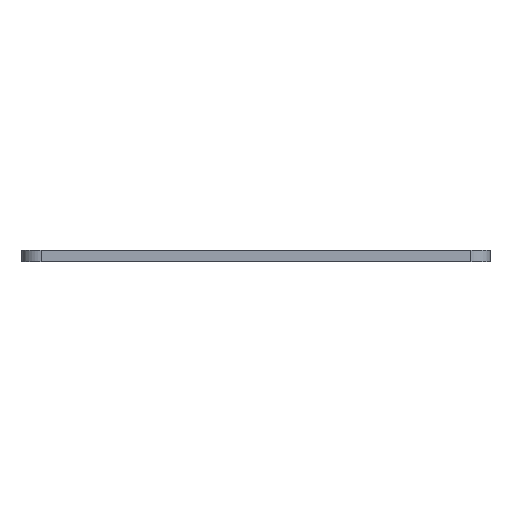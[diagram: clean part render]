
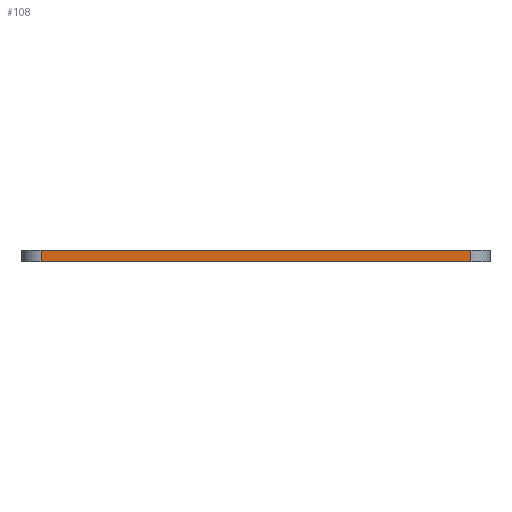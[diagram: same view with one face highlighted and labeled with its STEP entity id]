
A CAD part, left-side view. The second image highlights one B-rep face of the part: STEP entity #108.
In plain terms, the highlighted planar face has unit normal (-1, 0, 0).
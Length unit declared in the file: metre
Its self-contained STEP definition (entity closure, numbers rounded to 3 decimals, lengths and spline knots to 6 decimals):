
#8 = ORIENTED_EDGE ( 'NONE', *, *, #152, .T. ) ;
#48 = VECTOR ( 'NONE', #621, 1. ) ;
#50 = ORIENTED_EDGE ( 'NONE', *, *, #293, .F. ) ;
#87 = DIRECTION ( 'NONE',  ( 0., 0., -1. ) ) ;
#108 = ADVANCED_FACE ( 'NONE', ( #477 ), #660, .F. ) ;
#114 = CARTESIAN_POINT ( 'NONE',  ( -0.04064, 0.028702, 0.0016 ) ) ;
#134 = LINE ( 'NONE', #323, #737 ) ;
#142 = EDGE_CURVE ( 'NONE', #291, #200, #134, .T. ) ;
#150 = ORIENTED_EDGE ( 'NONE', *, *, #363, .F. ) ;
#152 = EDGE_CURVE ( 'NONE', #651, #291, #481, .T. ) ;
#191 = DIRECTION ( 'NONE',  ( 0., -1., 0. ) ) ;
#193 = CARTESIAN_POINT ( 'NONE',  ( -0.04064, -0.028702, 0.0016 ) ) ;
#199 = LINE ( 'NONE', #627, #619 ) ;
#200 = VERTEX_POINT ( 'NONE', #538 ) ;
#276 = EDGE_LOOP ( 'NONE', ( #482, #50, #150, #8 ) ) ;
#291 = VERTEX_POINT ( 'NONE', #684 ) ;
#293 = EDGE_CURVE ( 'NONE', #649, #200, #736, .T. ) ;
#297 = CARTESIAN_POINT ( 'NONE',  ( -0.04064, 0.028702, 0.0016 ) ) ;
#315 = CARTESIAN_POINT ( 'NONE',  ( -0.04064, 0.028702, 0.0016 ) ) ;
#323 = CARTESIAN_POINT ( 'NONE',  ( -0.04064, 0.028702, 0. ) ) ;
#353 = DIRECTION ( 'NONE',  ( 0., 1., 0. ) ) ;
#359 = VECTOR ( 'NONE', #87, 1. ) ;
#363 = EDGE_CURVE ( 'NONE', #651, #649, #199, .T. ) ;
#377 = DIRECTION ( 'NONE',  ( 0., -1., 0. ) ) ;
#463 = CARTESIAN_POINT ( 'NONE',  ( -0.04064, -0.028702, 0.0016 ) ) ;
#477 = FACE_OUTER_BOUND ( 'NONE', #276, .T. ) ;
#481 = LINE ( 'NONE', #315, #48 ) ;
#482 = ORIENTED_EDGE ( 'NONE', *, *, #142, .T. ) ;
#515 = AXIS2_PLACEMENT_3D ( 'NONE', #297, #603, #353 ) ;
#538 = CARTESIAN_POINT ( 'NONE',  ( -0.04064, -0.028702, 0. ) ) ;
#603 = DIRECTION ( 'NONE',  ( 1., 0., 0. ) ) ;
#619 = VECTOR ( 'NONE', #191, 1. ) ;
#621 = DIRECTION ( 'NONE',  ( 0., 0., -1. ) ) ;
#627 = CARTESIAN_POINT ( 'NONE',  ( -0.04064, 0.028702, 0.0016 ) ) ;
#649 = VERTEX_POINT ( 'NONE', #463 ) ;
#651 = VERTEX_POINT ( 'NONE', #114 ) ;
#660 = PLANE ( 'NONE',  #515 ) ;
#684 = CARTESIAN_POINT ( 'NONE',  ( -0.04064, 0.028702, 0. ) ) ;
#736 = LINE ( 'NONE', #193, #359 ) ;
#737 = VECTOR ( 'NONE', #377, 1. ) ;
